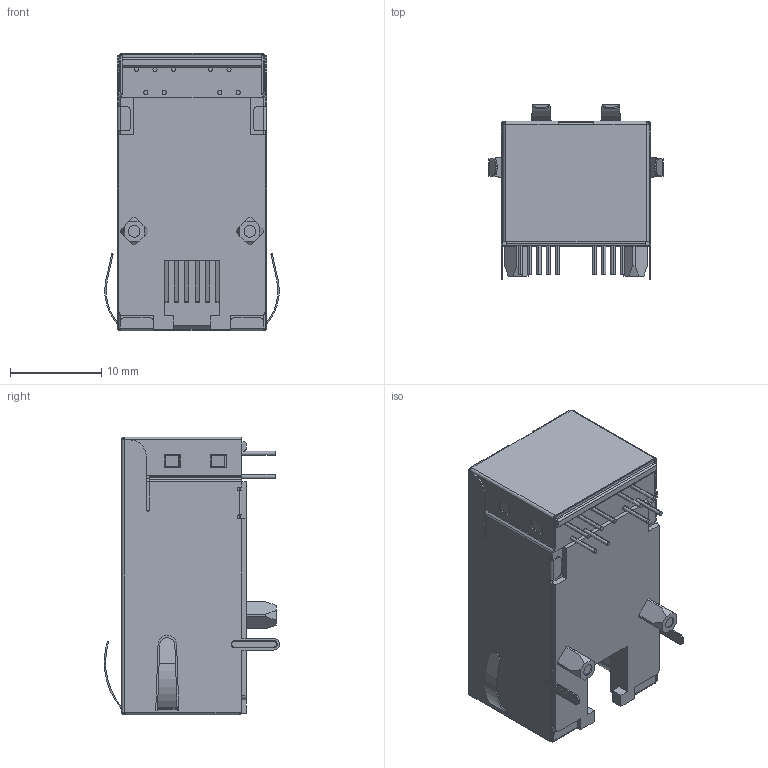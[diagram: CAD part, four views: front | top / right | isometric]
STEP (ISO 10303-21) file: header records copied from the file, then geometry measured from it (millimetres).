
FILE_DESCRIPTION (( 'STEP AP214' ), '1' );
FILE_NAME ('0813-1X1T-57-F.STEP', '2020-10-01T04:26:26', ( '' ), ( '' ), 'SwSTEP 2.0', 'SolidWorks 2017', '' );
FILE_SCHEMA (( 'AUTOMOTIVE_DESIGN' ));
Length unit declared in the file: inch
Products named in the file (1): 0813-1X1T-57-F
Bounding box: 19.13 x 19.24 x 30.48 mm (x, y, z)
Volume: 5580.7 mm3; surface area: 6318 mm2
Topology: 19 solids, 19 shells, 581 faces, 1439 edges, 900 vertices
Faces by surface type: plane 416, cylinder 151, torus 6, bspline 4, cone 4
Entity records: 17265 total; most frequent: CARTESIAN_POINT 3239, ORIENTED_EDGE 2870, DIRECTION 2793, EDGE_CURVE 1435, VECTOR 1109, LINE 1109, VERTEX_POINT 900, AXIS2_PLACEMENT_3D 842
